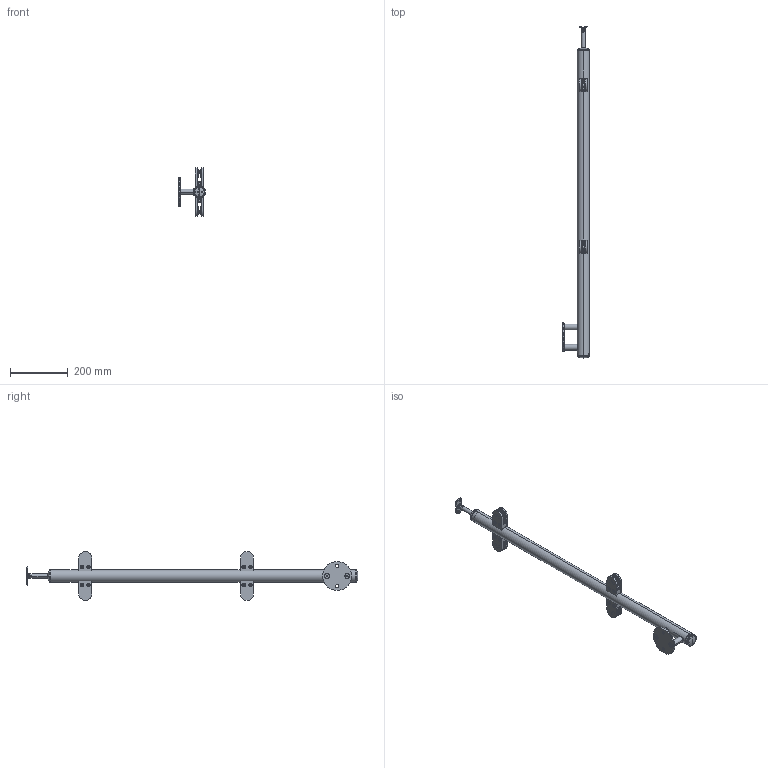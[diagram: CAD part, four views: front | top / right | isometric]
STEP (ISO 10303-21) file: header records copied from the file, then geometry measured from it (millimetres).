
FILE_DESCRIPTION (( 'STEP AP203' ), '1' );
FILE_NAME ('A-BR 100-4G.STEP', '2021-10-13T07:45:29', ( '' ), ( '' ), 'SwSTEP 2.0', 'SolidWorks 2019', '' );
FILE_SCHEMA (( 'CONFIG_CONTROL_DESIGN' ));
Length unit declared in the file: millimetre
Products named in the file (23): A-5729-242; A6_021_6_A; A-2200-042-tesnenie; A-2200-042 P3; A-2200-042 P4; A-BR 100-4G; Distanc; A-2200-042 P2; Piruba; A-0718-242_UP2 E1; screw_M8x12; Platnicka_R; A-2200-042 P1; screw_iso_10642-m6x15-8_8; A_BR100_4G_M8_TUBE; A-0718-242_UP1 E1; screw_din_7991-m8x70; M6x10; A_0718_242_UP E1; A19-20-009
Assembly tree (53 placements, depth 3):
  A-BR 100-4G
    A_0718_242_UP E1
      M6x10
      A-0718-242_UP1 E1
      A-0718-242_UP2 E1
    A-2200-042-tesnenie
      A-2200-042 P1
      A-2200-042 P2
      A-2200-042 P3
      A-2200-042 P4
      screw_iso_10642-m6x15-8_8  x2
      A19-20-009  x2
    A-2200-042-tesnenie
      A-2200-042 P1
      A-2200-042 P2
      A-2200-042 P3
      A-2200-042 P4
      screw_iso_10642-m6x15-8_8  x2
      A19-20-009  x2
    A-2200-042-tesnenie
      A-2200-042 P1
      A-2200-042 P2
      A-2200-042 P3
      A-2200-042 P4
      screw_iso_10642-m6x15-8_8  x2
      A19-20-009  x2
    A-2200-042-tesnenie
      A-2200-042 P1
      A-2200-042 P2
      A-2200-042 P3
      A-2200-042 P4
      screw_iso_10642-m6x15-8_8  x2
      A19-20-009  x2
    A6_021_6_A
      Piruba
      Distanc  x2
      screw_din_7991-m8x70  x2
      Platnicka_R
    A_BR100_4G_M8_TUBE
    screw_M8x12  x4
    A-5729-242
Bounding box: 92.9 x 1145.58 x 168.4 mm (x, y, z)
Volume: 543197.6 mm3; surface area: 431240.7 mm2
Topology: 47 solids, 47 shells, 3198 faces, 7956 edges, 4929 vertices
Faces by surface type: plane 1267, cylinder 1160, torus 369, bspline 218, cone 136, sphere 48
Entity records: 42498 total; most frequent: CARTESIAN_POINT 13157, ORIENTED_EDGE 5726, DIRECTION 5148, EDGE_CURVE 2863, AXIS2_PLACEMENT_3D 2012, VERTEX_POINT 1824, EDGE_LOOP 1179, VECTOR 1124
